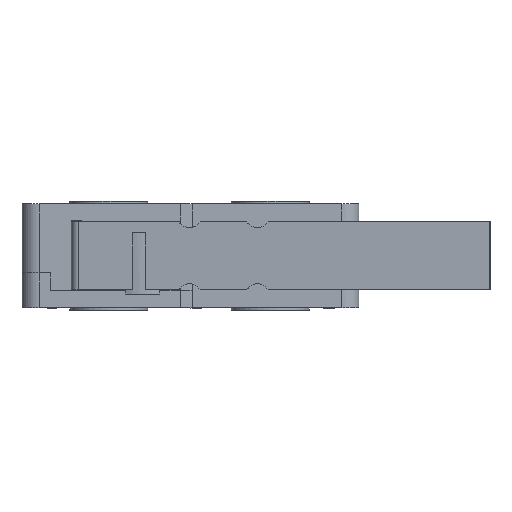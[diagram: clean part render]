
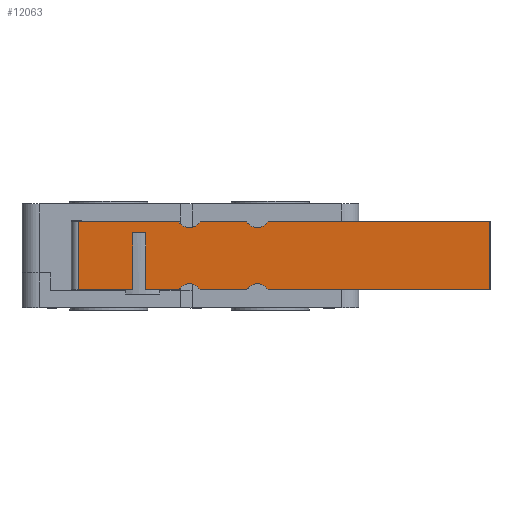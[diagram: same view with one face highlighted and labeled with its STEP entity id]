
A CAD part, top view. The second image highlights one B-rep face of the part: STEP entity #12063.
In plain terms, the highlighted planar face has unit normal (-0.078, 0, 0.997).
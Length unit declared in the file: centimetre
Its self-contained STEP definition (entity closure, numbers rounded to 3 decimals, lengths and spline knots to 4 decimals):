
#682=FACE_OUTER_BOUND('',#1355,.T.);
#1355=EDGE_LOOP('',(#7955,#7956,#7957,#7958,#7959,#7960,#7961,#7962,#7963,
#7964,#7965,#7966,#7967,#7968,#7969,#7970));
#2088=CIRCLE('',#12755,0.075);
#2089=CIRCLE('',#12756,0.075);
#2090=CIRCLE('',#12757,0.075);
#2091=CIRCLE('',#12758,0.075);
#2144=LINE('',#15759,#3532);
#2145=LINE('',#15761,#3533);
#2146=LINE('',#15763,#3534);
#2147=LINE('',#15765,#3535);
#2148=LINE('',#15769,#3536);
#2149=LINE('',#15773,#3537);
#2150=LINE('',#15775,#3538);
#2151=LINE('',#15777,#3539);
#2152=LINE('',#15781,#3540);
#2153=LINE('',#15785,#3541);
#2154=LINE('',#15787,#3542);
#2155=LINE('',#15788,#3543);
#3532=VECTOR('',#13295,1.);
#3533=VECTOR('',#13296,1.);
#3534=VECTOR('',#13297,1.);
#3535=VECTOR('',#13298,1.);
#3536=VECTOR('',#13301,1.);
#3537=VECTOR('',#13304,1.);
#3538=VECTOR('',#13305,1.);
#3539=VECTOR('',#13306,1.);
#3540=VECTOR('',#13309,1.);
#3541=VECTOR('',#13312,1.);
#3542=VECTOR('',#13313,1.);
#3543=VECTOR('',#13314,1.);
#4920=VERTEX_POINT('',#15757);
#4921=VERTEX_POINT('',#15758);
#4922=VERTEX_POINT('',#15760);
#4923=VERTEX_POINT('',#15762);
#4924=VERTEX_POINT('',#15764);
#4925=VERTEX_POINT('',#15766);
#4926=VERTEX_POINT('',#15768);
#4927=VERTEX_POINT('',#15770);
#4928=VERTEX_POINT('',#15772);
#4929=VERTEX_POINT('',#15774);
#4930=VERTEX_POINT('',#15776);
#4931=VERTEX_POINT('',#15778);
#4932=VERTEX_POINT('',#15780);
#4933=VERTEX_POINT('',#15782);
#4934=VERTEX_POINT('',#15784);
#4935=VERTEX_POINT('',#15786);
#6127=EDGE_CURVE('',#4920,#4921,#2144,.T.);
#6128=EDGE_CURVE('',#4922,#4920,#2145,.T.);
#6129=EDGE_CURVE('',#4923,#4922,#2146,.T.);
#6130=EDGE_CURVE('',#4923,#4924,#2147,.T.);
#6131=EDGE_CURVE('',#4924,#4925,#2088,.T.);
#6132=EDGE_CURVE('',#4925,#4926,#2148,.T.);
#6133=EDGE_CURVE('',#4926,#4927,#2089,.T.);
#6134=EDGE_CURVE('',#4927,#4928,#2149,.T.);
#6135=EDGE_CURVE('',#4929,#4928,#2150,.T.);
#6136=EDGE_CURVE('',#4929,#4930,#2151,.T.);
#6137=EDGE_CURVE('',#4930,#4931,#2090,.T.);
#6138=EDGE_CURVE('',#4931,#4932,#2152,.T.);
#6139=EDGE_CURVE('',#4932,#4933,#2091,.T.);
#6140=EDGE_CURVE('',#4933,#4934,#2153,.T.);
#6141=EDGE_CURVE('',#4935,#4934,#2154,.T.);
#6142=EDGE_CURVE('',#4935,#4921,#2155,.T.);
#7955=ORIENTED_EDGE('',*,*,#6127,.F.);
#7956=ORIENTED_EDGE('',*,*,#6128,.F.);
#7957=ORIENTED_EDGE('',*,*,#6129,.F.);
#7958=ORIENTED_EDGE('',*,*,#6130,.T.);
#7959=ORIENTED_EDGE('',*,*,#6131,.T.);
#7960=ORIENTED_EDGE('',*,*,#6132,.T.);
#7961=ORIENTED_EDGE('',*,*,#6133,.T.);
#7962=ORIENTED_EDGE('',*,*,#6134,.T.);
#7963=ORIENTED_EDGE('',*,*,#6135,.F.);
#7964=ORIENTED_EDGE('',*,*,#6136,.T.);
#7965=ORIENTED_EDGE('',*,*,#6137,.T.);
#7966=ORIENTED_EDGE('',*,*,#6138,.T.);
#7967=ORIENTED_EDGE('',*,*,#6139,.T.);
#7968=ORIENTED_EDGE('',*,*,#6140,.T.);
#7969=ORIENTED_EDGE('',*,*,#6141,.F.);
#7970=ORIENTED_EDGE('',*,*,#6142,.T.);
#11611=PLANE('',#12754);
#12063=ADVANCED_FACE('',(#682),#11611,.T.);
#12754=AXIS2_PLACEMENT_3D('',#15756,#13293,#13294);
#12755=AXIS2_PLACEMENT_3D('',#15767,#13299,#13300);
#12756=AXIS2_PLACEMENT_3D('',#15771,#13302,#13303);
#12757=AXIS2_PLACEMENT_3D('',#15779,#13307,#13308);
#12758=AXIS2_PLACEMENT_3D('',#15783,#13310,#13311);
#13293=DIRECTION('center_axis',(-0.078,0.,
0.997));
#13294=DIRECTION('ref_axis',(0.997,0.,0.078));
#13295=DIRECTION('',(0.,-1.,0.));
#13296=DIRECTION('',(-0.997,0.,-0.078));
#13297=DIRECTION('',(0.,1.,0.));
#13298=DIRECTION('',(0.997,0.,0.078));
#13299=DIRECTION('center_axis',(0.078,0.,
-0.997));
#13300=DIRECTION('ref_axis',(-0.997,0.,-0.078));
#13301=DIRECTION('',(0.997,0.,0.078));
#13302=DIRECTION('center_axis',(0.078,0.,
-0.997));
#13303=DIRECTION('ref_axis',(-0.997,0.,-0.078));
#13304=DIRECTION('',(0.997,0.,0.078));
#13305=DIRECTION('',(0.,-1.,0.));
#13306=DIRECTION('',(-0.997,0.,-0.078));
#13307=DIRECTION('center_axis',(0.078,0.,
-0.997));
#13308=DIRECTION('ref_axis',(-0.997,0.,-0.078));
#13309=DIRECTION('',(-0.997,0.,-0.078));
#13310=DIRECTION('center_axis',(0.078,0.,
-0.997));
#13311=DIRECTION('ref_axis',(-0.997,0.,-0.078));
#13312=DIRECTION('',(-0.997,0.,-0.078));
#13313=DIRECTION('',(0.,1.,0.));
#13314=DIRECTION('',(0.997,0.,0.078));
#15756=CARTESIAN_POINT('Origin',(2.239,-0.305,1.0071));
#15757=CARTESIAN_POINT('',(0.1416,-0.17,0.8434));
#15758=CARTESIAN_POINT('',(0.1416,-0.505,0.8434));
#15759=CARTESIAN_POINT('',(0.1416,-0.53,0.8434));
#15760=CARTESIAN_POINT('',(0.2184,-0.17,0.8494));
#15761=CARTESIAN_POINT('',(1.1602,-0.17,0.9229));
#15762=CARTESIAN_POINT('',(0.2184,-0.505,0.8494));
#15763=CARTESIAN_POINT('',(0.2184,-0.53,0.8494));
#15764=CARTESIAN_POINT('',(0.4111,-0.505,0.8644));
#15765=CARTESIAN_POINT('',(-0.1786,-0.505,0.8184));
#15766=CARTESIAN_POINT('',(0.5376,-0.505,0.8743));
#15767=CARTESIAN_POINT('Origin',(0.4744,-0.545,0.8693));
#15768=CARTESIAN_POINT('',(0.8099,-0.505,0.8955));
#15769=CARTESIAN_POINT('',(-0.1786,-0.505,0.8184));
#15770=CARTESIAN_POINT('',(0.9364,-0.505,0.9054));
#15771=CARTESIAN_POINT('Origin',(0.8732,-0.545,0.9005));
#15772=CARTESIAN_POINT('',(2.239,-0.505,1.0071));
#15773=CARTESIAN_POINT('',(-0.1786,-0.505,0.8184));
#15774=CARTESIAN_POINT('',(2.239,-0.105,1.0071));
#15775=CARTESIAN_POINT('',(2.239,-0.305,1.0071));
#15776=CARTESIAN_POINT('',(0.9364,-0.105,0.9054));
#15777=CARTESIAN_POINT('',(-0.1786,-0.105,0.8184));
#15778=CARTESIAN_POINT('',(0.8099,-0.105,0.8955));
#15779=CARTESIAN_POINT('Origin',(0.8732,-0.065,0.9005));
#15780=CARTESIAN_POINT('',(0.5376,-0.105,0.8743));
#15781=CARTESIAN_POINT('',(-0.1786,-0.105,0.8184));
#15782=CARTESIAN_POINT('',(0.4111,-0.105,0.8644));
#15783=CARTESIAN_POINT('Origin',(0.4744,-0.065,0.8693));
#15784=CARTESIAN_POINT('',(-0.1786,-0.105,0.8184));
#15785=CARTESIAN_POINT('',(-0.1786,-0.105,0.8184));
#15786=CARTESIAN_POINT('',(-0.1786,-0.505,0.8184));
#15787=CARTESIAN_POINT('',(-0.1786,-0.305,0.8184));
#15788=CARTESIAN_POINT('',(-0.1786,-0.505,0.8184));
